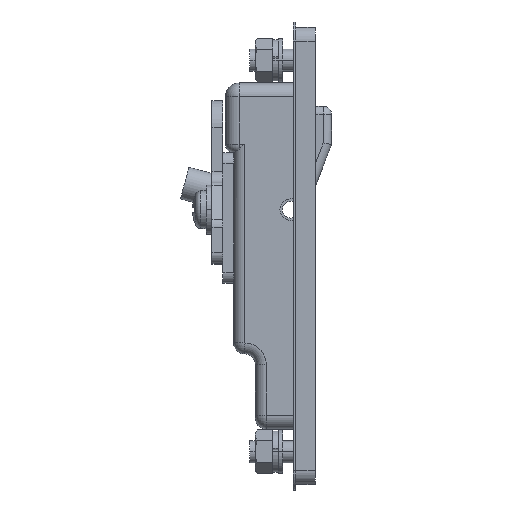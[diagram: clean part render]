
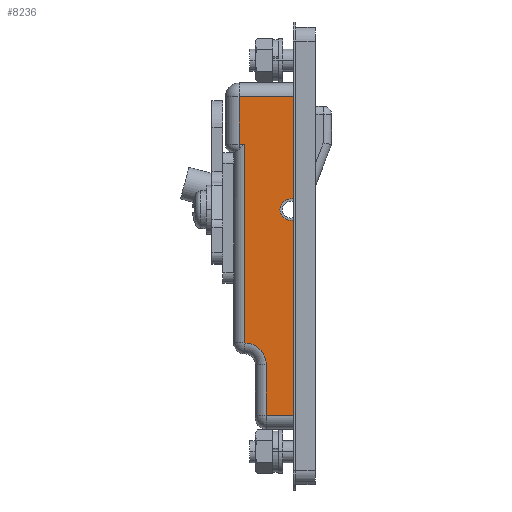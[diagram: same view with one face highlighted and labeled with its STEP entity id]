
A CAD part, top view. The second image highlights one B-rep face of the part: STEP entity #8236.
In plain terms, the highlighted face is planar.
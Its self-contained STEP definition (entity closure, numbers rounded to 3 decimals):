
#157 = EDGE_CURVE ( 'NONE', #6502, #10050, #8383, .T. ) ;
#586 = DIRECTION ( 'NONE',  ( 1., 0., 0. ) ) ;
#699 = DIRECTION ( 'NONE',  ( -1., 0., 0. ) ) ;
#846 = CARTESIAN_POINT ( 'NONE',  ( -11.5, 20.8, 0.9 ) ) ;
#1112 = AXIS2_PLACEMENT_3D ( 'NONE', #5409, #586, #6229 ) ;
#1145 = CARTESIAN_POINT ( 'NONE',  ( -11.5, -24.5, -8.5 ) ) ;
#1211 = VERTEX_POINT ( 'NONE', #6651 ) ;
#1237 = DIRECTION ( 'NONE',  ( 0., 0., -1. ) ) ;
#1270 = CARTESIAN_POINT ( 'NONE',  ( -11.5, -37.8, 0.9 ) ) ;
#1340 = CIRCLE ( 'NONE', #2344, 4. ) ;
#1496 = CARTESIAN_POINT ( 'NONE',  ( -11.5, 1.786, 0.9 ) ) ;
#1506 = DIRECTION ( 'NONE',  ( 1., 0., 0. ) ) ;
#1547 = CARTESIAN_POINT ( 'NONE',  ( -11.5, 10.5, -9.5 ) ) ;
#1762 = ORIENTED_EDGE ( 'NONE', *, *, #157, .T. ) ;
#1897 = CARTESIAN_POINT ( 'NONE',  ( -11.5, 20.8, -12. ) ) ;
#1899 = DIRECTION ( 'NONE',  ( 0., -1., 0. ) ) ;
#1950 = VERTEX_POINT ( 'NONE', #8464 ) ;
#2079 = CARTESIAN_POINT ( 'NONE',  ( -11.5, 20.8, -9.5 ) ) ;
#2150 = LINE ( 'NONE', #5287, #10472 ) ;
#2285 = DIRECTION ( 'NONE',  ( 0., 0., 1. ) ) ;
#2344 = AXIS2_PLACEMENT_3D ( 'NONE', #7090, #699, #2285 ) ;
#2365 = ORIENTED_EDGE ( 'NONE', *, *, #9755, .F. ) ;
#2412 = DIRECTION ( 'NONE',  ( -1., 0., 0. ) ) ;
#2461 = DIRECTION ( 'NONE',  ( 0., -1., 0. ) ) ;
#2673 = EDGE_CURVE ( 'NONE', #1950, #6945, #1340, .T. ) ;
#2988 = DIRECTION ( 'NONE',  ( 0., -1., 0. ) ) ;
#3071 = PLANE ( 'NONE',  #5542 ) ;
#3472 = DIRECTION ( 'NONE',  ( 0., 0., 1. ) ) ;
#3509 = CARTESIAN_POINT ( 'NONE',  ( -11.5, -37.8, 0.9 ) ) ;
#3521 = CARTESIAN_POINT ( 'NONE',  ( -11.5, -37.8, -4.5 ) ) ;
#3938 = CARTESIAN_POINT ( 'NONE',  ( -11.5, -40.3, 0.9 ) ) ;
#3965 = CIRCLE ( 'NONE', #1112, 2. ) ;
#4153 = LINE ( 'NONE', #3521, #6921 ) ;
#4508 = EDGE_CURVE ( 'NONE', #7763, #7683, #3965, .T. ) ;
#4596 = LINE ( 'NONE', #1270, #10286 ) ;
#4650 = EDGE_CURVE ( 'NONE', #5283, #8617, #4596, .T. ) ;
#4679 = VERTEX_POINT ( 'NONE', #9756 ) ;
#4877 = EDGE_LOOP ( 'NONE', ( #7845, #4979, #9495, #1762, #7621, #10420, #8077, #8506, #9102, #8458, #2365 ) ) ;
#4972 = EDGE_CURVE ( 'NONE', #7683, #7721, #6465, .T. ) ;
#4979 = ORIENTED_EDGE ( 'NONE', *, *, #4972, .T. ) ;
#5185 = VECTOR ( 'NONE', #2461, 1000. ) ;
#5253 = VECTOR ( 'NONE', #3472, 1000. ) ;
#5283 = VERTEX_POINT ( 'NONE', #8036 ) ;
#5287 = CARTESIAN_POINT ( 'NONE',  ( -11.5, -26.5, -8.5 ) ) ;
#5409 = CARTESIAN_POINT ( 'NONE',  ( -11.5, 0., 0. ) ) ;
#5542 = AXIS2_PLACEMENT_3D ( 'NONE', #10329, #2412, #10357 ) ;
#5777 = CARTESIAN_POINT ( 'NONE',  ( -11.5, 12., -8.5 ) ) ;
#5795 = LINE ( 'NONE', #1547, #6190 ) ;
#6102 = VECTOR ( 'NONE', #7399, 1000. ) ;
#6190 = VECTOR ( 'NONE', #7975, 1000. ) ;
#6229 = DIRECTION ( 'NONE',  ( 0., 0., -1. ) ) ;
#6465 = CIRCLE ( 'NONE', #8063, 2. ) ;
#6502 = VERTEX_POINT ( 'NONE', #846 ) ;
#6651 = CARTESIAN_POINT ( 'NONE',  ( -11.5, 12., -8.5 ) ) ;
#6656 = EDGE_CURVE ( 'NONE', #1950, #5283, #4153, .T. ) ;
#6921 = VECTOR ( 'NONE', #1899, 1000. ) ;
#6945 = VERTEX_POINT ( 'NONE', #1145 ) ;
#7008 = EDGE_CURVE ( 'NONE', #1211, #6945, #2150, .T. ) ;
#7090 = CARTESIAN_POINT ( 'NONE',  ( -11.5, -28.5, -8.5 ) ) ;
#7322 = DIRECTION ( 'NONE',  ( 0., 0., 1. ) ) ;
#7399 = DIRECTION ( 'NONE',  ( 0., 0., -1. ) ) ;
#7621 = ORIENTED_EDGE ( 'NONE', *, *, #10326, .T. ) ;
#7658 = LINE ( 'NONE', #5777, #5253 ) ;
#7683 = VERTEX_POINT ( 'NONE', #9270 ) ;
#7690 = EDGE_CURVE ( 'NONE', #6502, #7721, #10192, .T. ) ;
#7721 = VERTEX_POINT ( 'NONE', #1496 ) ;
#7763 = VERTEX_POINT ( 'NONE', #8052 ) ;
#7845 = ORIENTED_EDGE ( 'NONE', *, *, #4508, .T. ) ;
#7975 = DIRECTION ( 'NONE',  ( 0., -1., 0. ) ) ;
#7987 = DIRECTION ( 'NONE',  ( 0., -1., 0. ) ) ;
#8036 = CARTESIAN_POINT ( 'NONE',  ( -11.5, -37.8, -4.5 ) ) ;
#8052 = CARTESIAN_POINT ( 'NONE',  ( -11.5, -1.786, 0.9 ) ) ;
#8063 = AXIS2_PLACEMENT_3D ( 'NONE', #8725, #1506, #1237 ) ;
#8077 = ORIENTED_EDGE ( 'NONE', *, *, #7008, .T. ) ;
#8236 = ADVANCED_FACE ( 'NONE', ( #8927 ), #3071, .T. ) ;
#8383 = LINE ( 'NONE', #1897, #6102 ) ;
#8423 = VECTOR ( 'NONE', #7987, 1000. ) ;
#8458 = ORIENTED_EDGE ( 'NONE', *, *, #4650, .T. ) ;
#8464 = CARTESIAN_POINT ( 'NONE',  ( -11.5, -28.5, -4.5 ) ) ;
#8506 = ORIENTED_EDGE ( 'NONE', *, *, #2673, .F. ) ;
#8552 = EDGE_CURVE ( 'NONE', #4679, #1211, #7658, .T. ) ;
#8617 = VERTEX_POINT ( 'NONE', #3509 ) ;
#8725 = CARTESIAN_POINT ( 'NONE',  ( -11.5, 0., 0. ) ) ;
#8847 = LINE ( 'NONE', #9657, #5185 ) ;
#8927 = FACE_OUTER_BOUND ( 'NONE', #4877, .T. ) ;
#9102 = ORIENTED_EDGE ( 'NONE', *, *, #6656, .T. ) ;
#9270 = CARTESIAN_POINT ( 'NONE',  ( -11.5, 0., -2. ) ) ;
#9495 = ORIENTED_EDGE ( 'NONE', *, *, #7690, .F. ) ;
#9657 = CARTESIAN_POINT ( 'NONE',  ( -11.5, -40.3, 0.9 ) ) ;
#9755 = EDGE_CURVE ( 'NONE', #7763, #8617, #8847, .T. ) ;
#9756 = CARTESIAN_POINT ( 'NONE',  ( -11.5, 12., -9.5 ) ) ;
#10050 = VERTEX_POINT ( 'NONE', #2079 ) ;
#10192 = LINE ( 'NONE', #3938, #8423 ) ;
#10286 = VECTOR ( 'NONE', #7322, 1000. ) ;
#10326 = EDGE_CURVE ( 'NONE', #10050, #4679, #5795, .T. ) ;
#10329 = CARTESIAN_POINT ( 'NONE',  ( -11.5, 0., 0. ) ) ;
#10357 = DIRECTION ( 'NONE',  ( 0., 0., 1. ) ) ;
#10420 = ORIENTED_EDGE ( 'NONE', *, *, #8552, .T. ) ;
#10472 = VECTOR ( 'NONE', #2988, 1000. ) ;
